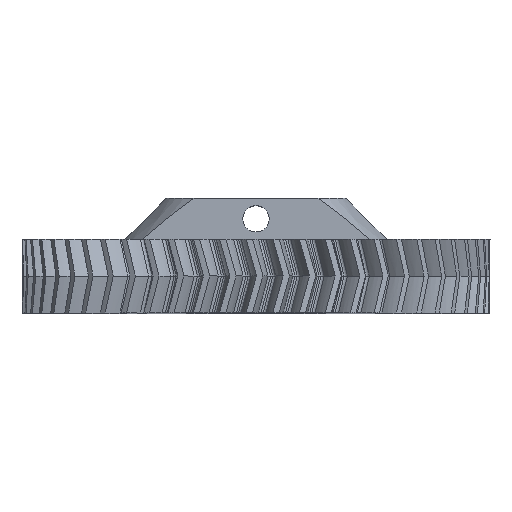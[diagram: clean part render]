
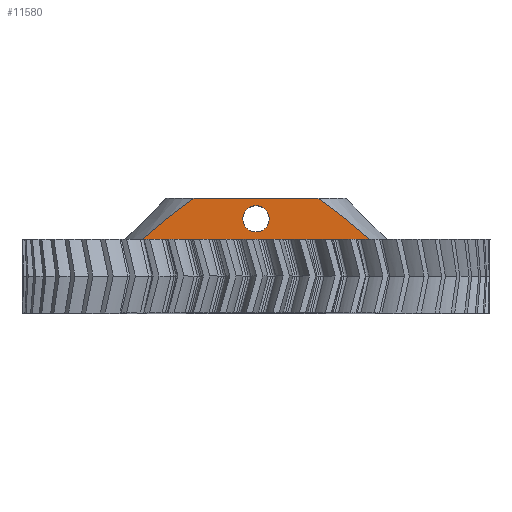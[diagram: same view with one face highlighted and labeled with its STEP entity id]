
A CAD part, top view. The second image highlights one B-rep face of the part: STEP entity #11580.
In plain terms, the highlighted planar face has unit normal (0, 0, 1).
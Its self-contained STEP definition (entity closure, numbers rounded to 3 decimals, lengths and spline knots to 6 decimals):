
#1286=LINE('',#17329,#1300);
#1298=LINE('',#41296,#1312);
#1300=VECTOR('',#13071,1.);
#1312=VECTOR('',#14659,1.);
#2039=CIRCLE('',#12612,0.0016);
#5739=ORIENTED_EDGE('',*,*,#7639,.T.);
#5740=ORIENTED_EDGE('',*,*,#6112,.T.);
#5741=ORIENTED_EDGE('',*,*,#7640,.T.);
#5742=ORIENTED_EDGE('',*,*,#7641,.F.);
#5743=ORIENTED_EDGE('',*,*,#7642,.T.);
#6112=EDGE_CURVE('',#7982,#7981,#1286,.T.);
#7639=EDGE_CURVE('',#8788,#8788,#2039,.T.);
#7640=EDGE_CURVE('',#7981,#8789,#9251,.T.);
#7641=EDGE_CURVE('',#8790,#8789,#1298,.T.);
#7642=EDGE_CURVE('',#8790,#7982,#9252,.T.);
#7981=VERTEX_POINT('',#17328);
#7982=VERTEX_POINT('',#17330);
#8788=VERTEX_POINT('',#41290);
#8789=VERTEX_POINT('',#41295);
#8790=VERTEX_POINT('',#41297);
#9251=B_SPLINE_CURVE_WITH_KNOTS('',3,(#41291,#41292,#41293,#41294),
 .UNSPECIFIED.,.F.,.F.,(4,4),(0.,0.008048),.UNSPECIFIED.);
#9252=B_SPLINE_CURVE_WITH_KNOTS('',3,(#41298,#41299,#41300,#41301),
 .UNSPECIFIED.,.F.,.F.,(4,4),(0.,0.008048),.UNSPECIFIED.);
#9984=EDGE_LOOP('',(#5739));
#9985=EDGE_LOOP('',(#5740,#5741,#5742,#5743));
#10725=FACE_BOUND('',#9984,.T.);
#10726=FACE_BOUND('',#9985,.T.);
#10854=PLANE('',#12611);
#11580=ADVANCED_FACE('',(#10725,#10726),#10854,.F.);
#12611=AXIS2_PLACEMENT_3D('',#41288,#14655,#14656);
#12612=AXIS2_PLACEMENT_3D('',#41289,#14657,#14658);
#13071=DIRECTION('',(1.,0.,0.));
#14655=DIRECTION('',(0.,0.,-1.));
#14656=DIRECTION('',(-1.,0.,0.));
#14657=DIRECTION('',(0.,0.,-1.));
#14658=DIRECTION('',(-1.,0.,0.));
#14659=DIRECTION('',(1.,0.,0.));
#17328=CARTESIAN_POINT('',(-0.018644,0.,0.008));
#17329=CARTESIAN_POINT('',(-0.036275,0.,0.008));
#17330=CARTESIAN_POINT('',(-0.046356,0.,0.008));
#41288=CARTESIAN_POINT('',(-0.036275,0.005,0.008));
#41289=CARTESIAN_POINT('',(-0.0325,0.0025,0.008));
#41290=CARTESIAN_POINT('',(-0.0341,0.0025,0.008));
#41291=CARTESIAN_POINT('',(-0.018644,0.,0.008));
#41292=CARTESIAN_POINT('',(-0.020673,0.001758,0.008));
#41293=CARTESIAN_POINT('',(-0.022733,0.003478,0.008));
#41294=CARTESIAN_POINT('',(-0.02495,0.005,0.008));
#41295=CARTESIAN_POINT('',(-0.02495,0.005,0.008));
#41296=CARTESIAN_POINT('',(-0.036275,0.005,0.008));
#41297=CARTESIAN_POINT('',(-0.04005,0.005,0.008));
#41298=CARTESIAN_POINT('',(-0.04005,0.005,0.008));
#41299=CARTESIAN_POINT('',(-0.042267,0.003478,0.008));
#41300=CARTESIAN_POINT('',(-0.044327,0.001758,0.008));
#41301=CARTESIAN_POINT('',(-0.046356,0.,0.008));
